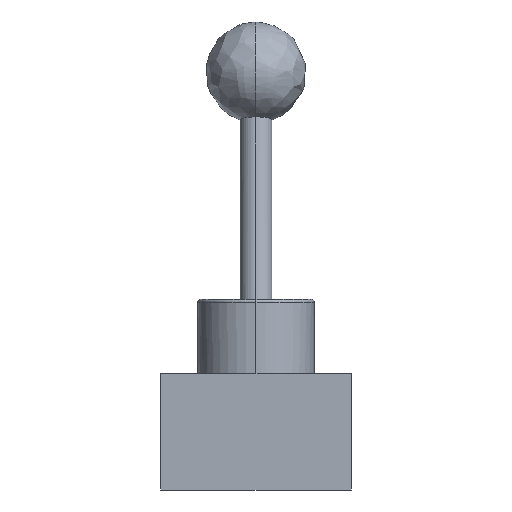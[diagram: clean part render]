
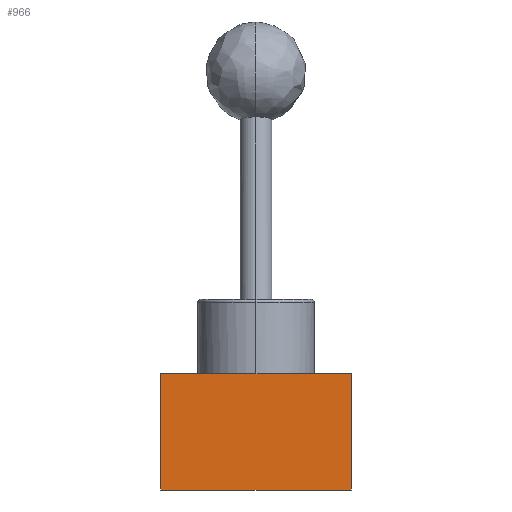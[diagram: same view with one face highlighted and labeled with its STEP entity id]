
A CAD part, left-side view. The second image highlights one B-rep face of the part: STEP entity #966.
In plain terms, the highlighted planar face has unit normal (-1, 0, 0).
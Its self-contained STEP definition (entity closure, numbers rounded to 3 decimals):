
#152 = PLANE ( 'NONE',  #1744 ) ;
#211 = CARTESIAN_POINT ( 'NONE',  ( -96.995, -24., 94.398 ) ) ;
#316 = ORIENTED_EDGE ( 'NONE', *, *, #1874, .F. ) ;
#360 = DIRECTION ( 'NONE',  ( 0., -1., 0. ) ) ;
#387 = LINE ( 'NONE', #1013, #1795 ) ;
#390 = FACE_OUTER_BOUND ( 'NONE', #1402, .T. ) ;
#400 = VERTEX_POINT ( 'NONE', #1480 ) ;
#448 = CARTESIAN_POINT ( 'NONE',  ( -96.995, -6., 83.398 ) ) ;
#453 = VECTOR ( 'NONE', #360, 1000. ) ;
#456 = VERTEX_POINT ( 'NONE', #1826 ) ;
#467 = CARTESIAN_POINT ( 'NONE',  ( -96.995, -24., 94.398 ) ) ;
#499 = ORIENTED_EDGE ( 'NONE', *, *, #1464, .F. ) ;
#665 = CARTESIAN_POINT ( 'NONE',  ( -96.995, -24., 94.398 ) ) ;
#697 = VERTEX_POINT ( 'NONE', #1242 ) ;
#854 = VECTOR ( 'NONE', #972, 1000. ) ;
#966 = ADVANCED_FACE ( 'NONE', ( #390 ), #152, .F. ) ;
#972 = DIRECTION ( 'NONE',  ( 0., -1., 0. ) ) ;
#1013 = CARTESIAN_POINT ( 'NONE',  ( -96.995, -42., 83.398 ) ) ;
#1025 = ORIENTED_EDGE ( 'NONE', *, *, #2124, .F. ) ;
#1042 = VECTOR ( 'NONE', #1999, 1000. ) ;
#1130 = LINE ( 'NONE', #211, #453 ) ;
#1158 = VECTOR ( 'NONE', #1791, 1000. ) ;
#1179 = CARTESIAN_POINT ( 'NONE',  ( -96.995, -42., 72.398 ) ) ;
#1242 = CARTESIAN_POINT ( 'NONE',  ( -96.995, -42., 72.398 ) ) ;
#1331 = EDGE_CURVE ( 'NONE', #400, #1646, #1602, .T. ) ;
#1340 = LINE ( 'NONE', #467, #854 ) ;
#1402 = EDGE_LOOP ( 'NONE', ( #1025, #499, #1536, #316, #2164 ) ) ;
#1464 = EDGE_CURVE ( 'NONE', #1646, #1750, #1130, .T. ) ;
#1480 = CARTESIAN_POINT ( 'NONE',  ( -96.995, -6., 72.398 ) ) ;
#1502 = DIRECTION ( 'NONE',  ( 1., 0., 0. ) ) ;
#1525 = LINE ( 'NONE', #1990, #1158 ) ;
#1536 = ORIENTED_EDGE ( 'NONE', *, *, #1331, .F. ) ;
#1602 = LINE ( 'NONE', #448, #1042 ) ;
#1646 = VERTEX_POINT ( 'NONE', #2203 ) ;
#1705 = DIRECTION ( 'NONE',  ( 0., 0., -1. ) ) ;
#1721 = EDGE_CURVE ( 'NONE', #456, #697, #387, .T. ) ;
#1744 = AXIS2_PLACEMENT_3D ( 'NONE', #1179, #1502, #2204 ) ;
#1750 = VERTEX_POINT ( 'NONE', #665 ) ;
#1791 = DIRECTION ( 'NONE',  ( 0., 1., 0. ) ) ;
#1795 = VECTOR ( 'NONE', #1705, 1000. ) ;
#1826 = CARTESIAN_POINT ( 'NONE',  ( -96.995, -42., 94.398 ) ) ;
#1874 = EDGE_CURVE ( 'NONE', #697, #400, #1525, .T. ) ;
#1990 = CARTESIAN_POINT ( 'NONE',  ( -96.995, -24., 72.398 ) ) ;
#1999 = DIRECTION ( 'NONE',  ( 0., 0., 1. ) ) ;
#2124 = EDGE_CURVE ( 'NONE', #1750, #456, #1340, .T. ) ;
#2164 = ORIENTED_EDGE ( 'NONE', *, *, #1721, .F. ) ;
#2203 = CARTESIAN_POINT ( 'NONE',  ( -96.995, -6., 94.398 ) ) ;
#2204 = DIRECTION ( 'NONE',  ( 0., 1., 0. ) ) ;
